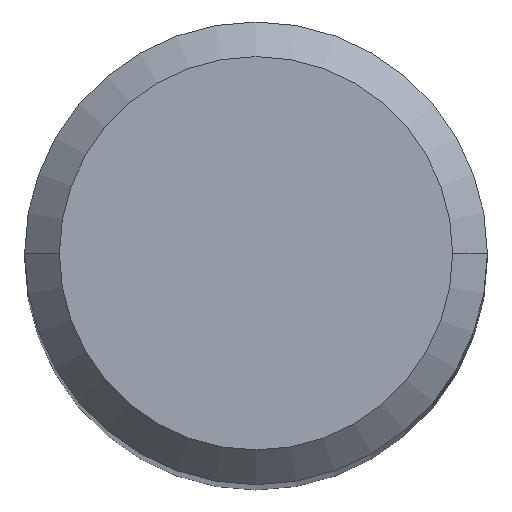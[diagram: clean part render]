
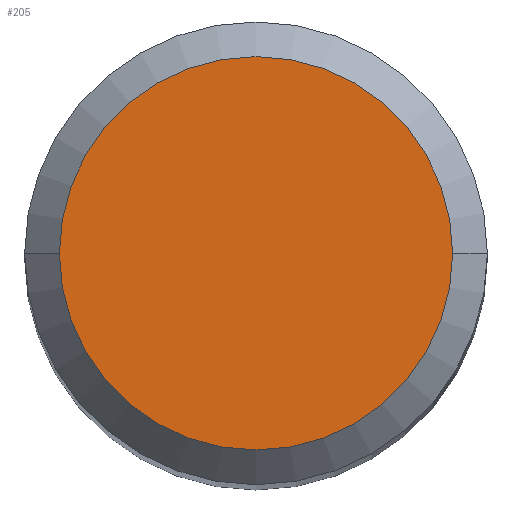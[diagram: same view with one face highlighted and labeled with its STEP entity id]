
A CAD part, top view. The second image highlights one B-rep face of the part: STEP entity #205.
In plain terms, the highlighted planar face has unit normal (0, 0, 1).
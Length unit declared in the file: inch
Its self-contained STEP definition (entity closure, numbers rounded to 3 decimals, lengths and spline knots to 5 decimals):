
#26 = VERTEX_POINT ( 'NONE', #454 ) ;
#35 = CARTESIAN_POINT ( 'NONE',  ( 0., 0., 0. ) ) ;
#45 = ORIENTED_EDGE ( 'NONE', *, *, #262, .T. ) ;
#53 = EDGE_LOOP ( 'NONE', ( #45, #427 ) ) ;
#98 = DIRECTION ( 'NONE',  ( 0., 0., -1. ) ) ;
#104 = CARTESIAN_POINT ( 'NONE',  ( 0., 0., 0. ) ) ;
#136 = EDGE_CURVE ( 'NONE', #26, #258, #207, .T. ) ;
#178 = CIRCLE ( 'NONE', #238, 0.10625 ) ;
#205 = ADVANCED_FACE ( 'NONE', ( #248 ), #214, .F. ) ;
#207 = CIRCLE ( 'NONE', #219, 0.10625 ) ;
#214 = PLANE ( 'NONE',  #229 ) ;
#219 = AXIS2_PLACEMENT_3D ( 'NONE', #35, #226, #488 ) ;
#226 = DIRECTION ( 'NONE',  ( 0., 0., 1. ) ) ;
#229 = AXIS2_PLACEMENT_3D ( 'NONE', #395, #98, #358 ) ;
#230 = DIRECTION ( 'NONE',  ( 0., 0., 1. ) ) ;
#238 = AXIS2_PLACEMENT_3D ( 'NONE', #104, #230, #380 ) ;
#248 = FACE_OUTER_BOUND ( 'NONE', #53, .T. ) ;
#258 = VERTEX_POINT ( 'NONE', #271 ) ;
#262 = EDGE_CURVE ( 'NONE', #258, #26, #178, .T. ) ;
#271 = CARTESIAN_POINT ( 'NONE',  ( -0.10625, 0., 0. ) ) ;
#358 = DIRECTION ( 'NONE',  ( -1., 0., 0. ) ) ;
#380 = DIRECTION ( 'NONE',  ( 1., 0., 0. ) ) ;
#395 = CARTESIAN_POINT ( 'NONE',  ( 0., 0., 0. ) ) ;
#427 = ORIENTED_EDGE ( 'NONE', *, *, #136, .T. ) ;
#454 = CARTESIAN_POINT ( 'NONE',  ( 0.10625, 0., 0. ) ) ;
#488 = DIRECTION ( 'NONE',  ( 1., 0., 0. ) ) ;
